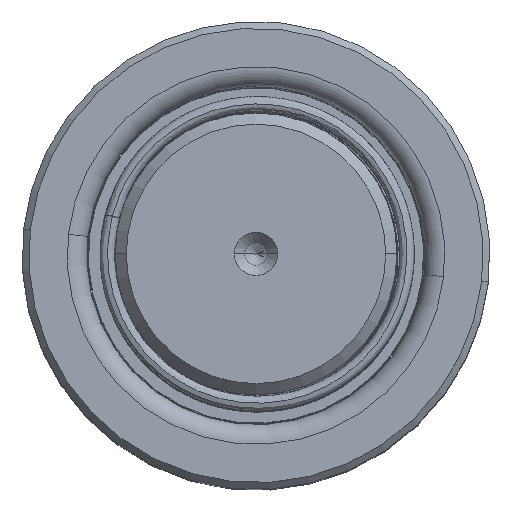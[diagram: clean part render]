
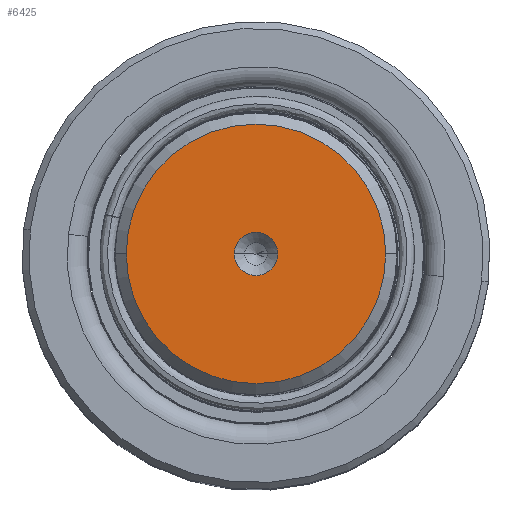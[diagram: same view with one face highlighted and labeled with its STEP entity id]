
A CAD part, top view. The second image highlights one B-rep face of the part: STEP entity #6425.
In plain terms, the highlighted planar face has unit normal (0, 0, 1).
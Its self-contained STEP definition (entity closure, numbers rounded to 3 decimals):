
#564 = CARTESIAN_POINT ( 'NONE',  ( -3.85, 0., 260. ) ) ;
#1242 = ORIENTED_EDGE ( 'NONE', *, *, #11512, .F. ) ;
#2167 = DIRECTION ( 'NONE',  ( 1., 0., 0. ) ) ;
#3254 = DIRECTION ( 'NONE',  ( 0., 0., 1. ) ) ;
#5218 = CARTESIAN_POINT ( 'NONE',  ( 3.85, 0., 260. ) ) ;
#6245 = VERTEX_POINT ( 'NONE', #14116 ) ;
#6425 = ADVANCED_FACE ( 'NONE', ( #48929, #10474 ), #35033, .T. ) ;
#7113 = ORIENTED_EDGE ( 'NONE', *, *, #27543, .T. ) ;
#7420 = DIRECTION ( 'NONE',  ( 1., 0., 0. ) ) ;
#7584 = CARTESIAN_POINT ( 'NONE',  ( 0., 0., 260. ) ) ;
#7987 = VERTEX_POINT ( 'NONE', #564 ) ;
#9784 = CIRCLE ( 'NONE', #30058, 3.85 ) ;
#10091 = DIRECTION ( 'NONE',  ( 0., 0., 1. ) ) ;
#10474 = FACE_OUTER_BOUND ( 'NONE', #20180, .T. ) ;
#10756 = AXIS2_PLACEMENT_3D ( 'NONE', #14978, #3254, #43155 ) ;
#11512 = EDGE_CURVE ( 'NONE', #7987, #45518, #9784, .T. ) ;
#14116 = CARTESIAN_POINT ( 'NONE',  ( -23.016, 0., 260. ) ) ;
#14815 = AXIS2_PLACEMENT_3D ( 'NONE', #7584, #23658, #7420 ) ;
#14978 = CARTESIAN_POINT ( 'NONE',  ( 0., 0., 260. ) ) ;
#19776 = CARTESIAN_POINT ( 'NONE',  ( 0., 0., 260. ) ) ;
#20120 = DIRECTION ( 'NONE',  ( 0., 0., 1. ) ) ;
#20180 = EDGE_LOOP ( 'NONE', ( #7113, #39201 ) ) ;
#22131 = CIRCLE ( 'NONE', #14815, 23.016 ) ;
#23658 = DIRECTION ( 'NONE',  ( 0., 0., 1. ) ) ;
#23974 = DIRECTION ( 'NONE',  ( 1., 0., 0. ) ) ;
#25658 = EDGE_CURVE ( 'NONE', #46892, #6245, #22131, .T. ) ;
#27543 = EDGE_CURVE ( 'NONE', #6245, #46892, #40327, .T. ) ;
#30058 = AXIS2_PLACEMENT_3D ( 'NONE', #19776, #20120, #23974 ) ;
#33379 = AXIS2_PLACEMENT_3D ( 'NONE', #46781, #33940, #2167 ) ;
#33940 = DIRECTION ( 'NONE',  ( 0., 0., 1. ) ) ;
#34053 = CARTESIAN_POINT ( 'NONE',  ( 0., 0., 260. ) ) ;
#34394 = DIRECTION ( 'NONE',  ( 1., 0., 0. ) ) ;
#35033 = PLANE ( 'NONE',  #10756 ) ;
#35040 = CARTESIAN_POINT ( 'NONE',  ( 23.016, 0., 260. ) ) ;
#36479 = AXIS2_PLACEMENT_3D ( 'NONE', #34053, #10091, #34394 ) ;
#39201 = ORIENTED_EDGE ( 'NONE', *, *, #25658, .T. ) ;
#40327 = CIRCLE ( 'NONE', #33379, 23.016 ) ;
#41702 = ORIENTED_EDGE ( 'NONE', *, *, #48496, .F. ) ;
#42538 = CIRCLE ( 'NONE', #36479, 3.85 ) ;
#43155 = DIRECTION ( 'NONE',  ( 1., 0., 0. ) ) ;
#45006 = EDGE_LOOP ( 'NONE', ( #41702, #1242 ) ) ;
#45518 = VERTEX_POINT ( 'NONE', #5218 ) ;
#46781 = CARTESIAN_POINT ( 'NONE',  ( 0., 0., 260. ) ) ;
#46892 = VERTEX_POINT ( 'NONE', #35040 ) ;
#48496 = EDGE_CURVE ( 'NONE', #45518, #7987, #42538, .T. ) ;
#48929 = FACE_BOUND ( 'NONE', #45006, .T. ) ;
